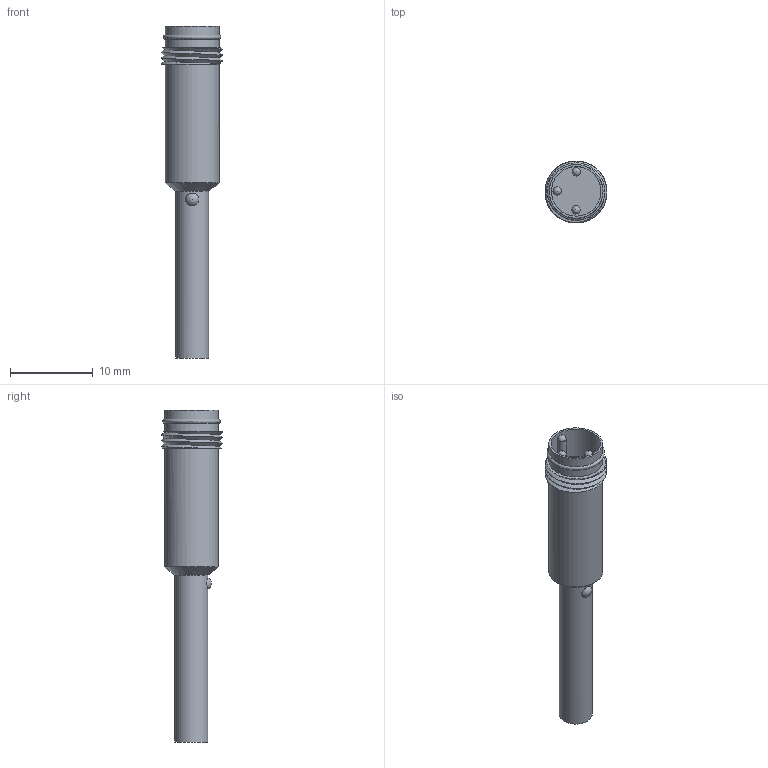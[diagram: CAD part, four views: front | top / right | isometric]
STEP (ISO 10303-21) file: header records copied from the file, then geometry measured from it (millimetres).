
FILE_DESCRIPTION(/* description */ (''),/* implementation_level */ '2;1');
FILE_NAME(/* name */ 'D4_B_STECKER_I1SF-D0401N-OPU3.stp',/* time_stamp */ '2021-08-09T11:14:39+02:00',/* author */ ('S. Sandt'),/* organization */ ('di-soric GmbH & Co. KG'),/* preprocessor_version */ 'ST-DEVELOPER v18.1',/* originating_system */ 'Autodesk Inventor 2021',/* authorisation */ '');
FILE_SCHEMA (('AUTOMOTIVE_DESIGN { 1 0 10303 214 3 1 1 }'));
Length unit declared in the file: millimetre
Products named in the file (1): Bauteil39
Bounding box: 7.5 x 7.5 x 40.2 mm (x, y, z)
Volume: 800.7 mm3; surface area: 997.8 mm2
Topology: 1 solids, 3 shells, 44 faces, 96 edges, 64 vertices
Faces by surface type: cylinder 19, plane 16, sphere 4, torus 2, bspline 2, cone 1
Full cylindrical faces by diameter (mm): 1 x6, 1.5 x1, 4 x1, 6 x2, 6.5 x1, 7.5 x2
Entity records: 1911 total; most frequent: CARTESIAN_POINT 920, DIRECTION 199, ORIENTED_EDGE 184, EDGE_CURVE 92, AXIS2_PLACEMENT_3D 89, VERTEX_POINT 64, EDGE_LOOP 58, CIRCLE 46
